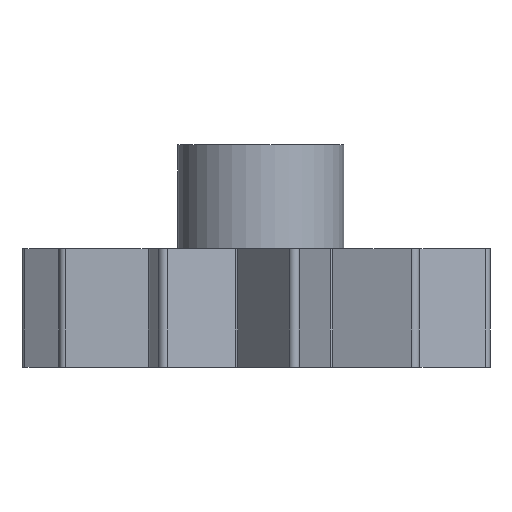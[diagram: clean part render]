
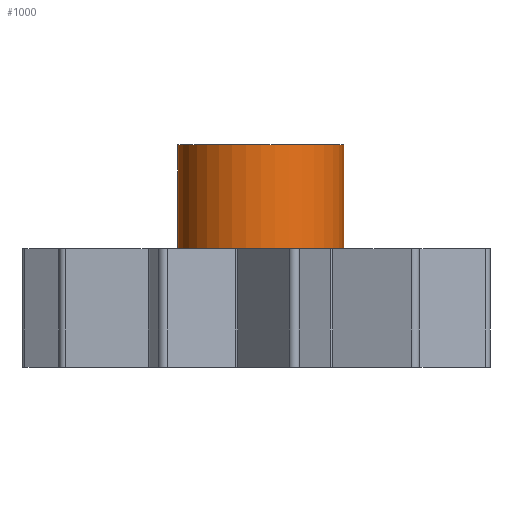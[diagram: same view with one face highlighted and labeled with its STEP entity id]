
A CAD part, front view. The second image highlights one B-rep face of the part: STEP entity #1000.
In plain terms, the highlighted cylindrical face has radius 2.8 mm (diameter 5.6 mm), a full revolution.
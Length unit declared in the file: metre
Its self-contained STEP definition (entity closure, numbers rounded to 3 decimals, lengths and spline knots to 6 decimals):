
#62=CIRCLE('',#1354,0.0028);
#86=CIRCLE('',#1413,0.0028);
#355=ORIENTED_EDGE('',*,*,#497,.F.);
#356=ORIENTED_EDGE('',*,*,#407,.T.);
#407=EDGE_CURVE('',#544,#544,#62,.T.);
#497=EDGE_CURVE('',#590,#590,#86,.T.);
#544=VERTEX_POINT('',#1811);
#590=VERTEX_POINT('',#1982);
#817=EDGE_LOOP('',(#355));
#818=EDGE_LOOP('',(#356));
#873=FACE_BOUND('',#817,.T.);
#874=FACE_BOUND('',#818,.T.);
#902=CYLINDRICAL_SURFACE('',#1412,0.0028);
#1000=ADVANCED_FACE('',(#873,#874),#902,.T.);
#1354=AXIS2_PLACEMENT_3D('',#1810,#1514,#1515);
#1412=AXIS2_PLACEMENT_3D('',#1980,#1696,#1697);
#1413=AXIS2_PLACEMENT_3D('',#1981,#1698,#1699);
#1514=DIRECTION('',(0.,0.,1.));
#1515=DIRECTION('',(1.,0.,0.));
#1696=DIRECTION('',(0.,0.,-1.));
#1697=DIRECTION('',(-1.,0.,0.));
#1698=DIRECTION('',(0.,0.,1.));
#1699=DIRECTION('',(1.,0.,0.));
#1810=CARTESIAN_POINT('',(0.,0.,0.004));
#1811=CARTESIAN_POINT('',(0.0028,0.,0.004));
#1980=CARTESIAN_POINT('',(0.,0.,0.0075));
#1981=CARTESIAN_POINT('',(0.,0.,0.0075));
#1982=CARTESIAN_POINT('',(0.0028,0.,0.0075));
